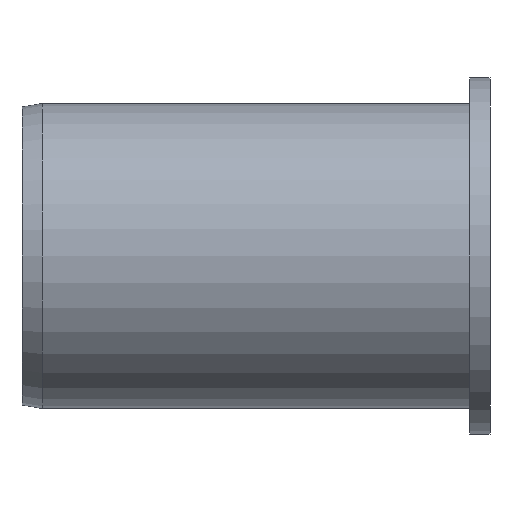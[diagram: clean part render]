
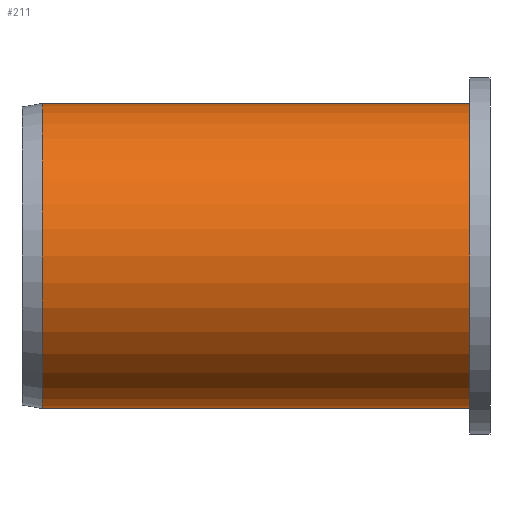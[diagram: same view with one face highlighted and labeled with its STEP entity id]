
A CAD part, left-side view. The second image highlights one B-rep face of the part: STEP entity #211.
In plain terms, the highlighted cylindrical face has radius 7.5 mm (diameter 15 mm), a partial arc.
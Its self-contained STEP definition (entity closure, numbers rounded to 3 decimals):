
#3 = AXIS2_PLACEMENT_3D ( 'NONE', #190, #189, #188 ) ;
#18 = AXIS2_PLACEMENT_3D ( 'NONE', #112, #111, #113 ) ;
#37 = AXIS2_PLACEMENT_3D ( 'NONE', #173, #172, #171 ) ;
#49 = EDGE_CURVE ( 'NONE', #340, #335, #257, .T. ) ;
#50 = EDGE_CURVE ( 'NONE', #336, #335, #256, .T. ) ;
#52 = EDGE_CURVE ( 'NONE', #318, #340, #252, .T. ) ;
#56 = EDGE_CURVE ( 'NONE', #318, #336, #244, .T. ) ;
#92 = CARTESIAN_POINT ( 'NONE',  ( 0., 22., 7.5 ) ) ;
#99 = CARTESIAN_POINT ( 'NONE',  ( 0., 22., -7.5 ) ) ;
#102 = CARTESIAN_POINT ( 'NONE',  ( 0., 1., -7.5 ) ) ;
#107 = CARTESIAN_POINT ( 'NONE',  ( 0., 1., 7.5 ) ) ;
#111 = DIRECTION ( 'NONE',  ( 0., 1., 0. ) ) ;
#112 = CARTESIAN_POINT ( 'NONE',  ( 0., 1., 0. ) ) ;
#113 = DIRECTION ( 'NONE',  ( 0., 0., 1. ) ) ;
#171 = DIRECTION ( 'NONE',  ( 0., 0., 1. ) ) ;
#172 = DIRECTION ( 'NONE',  ( 0., -1., 0. ) ) ;
#173 = CARTESIAN_POINT ( 'NONE',  ( 0., 1., 0. ) ) ;
#183 = DIRECTION ( 'NONE',  ( 0., 1., 0. ) ) ;
#184 = CARTESIAN_POINT ( 'NONE',  ( 0., 1., 7.5 ) ) ;
#188 = DIRECTION ( 'NONE',  ( 0., 0., -1. ) ) ;
#189 = DIRECTION ( 'NONE',  ( 0., -1., 0. ) ) ;
#190 = CARTESIAN_POINT ( 'NONE',  ( 0., 22., 0. ) ) ;
#191 = CARTESIAN_POINT ( 'NONE',  ( 0., 1., -7.5 ) ) ;
#200 = DIRECTION ( 'NONE',  ( 0., 1., 0. ) ) ;
#211 = ADVANCED_FACE ( 'NONE', ( #237 ), #234, .T. ) ;
#234 = CYLINDRICAL_SURFACE ( 'NONE', #18, 7.5 ) ;
#237 = FACE_OUTER_BOUND ( 'NONE', #320, .T. ) ;
#244 = CIRCLE ( 'NONE', #37, 7.5 ) ;
#249 = VECTOR ( 'NONE', #183, 1000. ) ;
#252 = LINE ( 'NONE', #184, #249 ) ;
#253 = VECTOR ( 'NONE', #200, 1000. ) ;
#256 = LINE ( 'NONE', #191, #253 ) ;
#257 = CIRCLE ( 'NONE', #3, 7.5 ) ;
#285 = ORIENTED_EDGE ( 'NONE', *, *, #49, .T. ) ;
#287 = ORIENTED_EDGE ( 'NONE', *, *, #56, .F. ) ;
#288 = ORIENTED_EDGE ( 'NONE', *, *, #52, .T. ) ;
#290 = ORIENTED_EDGE ( 'NONE', *, *, #50, .F. ) ;
#318 = VERTEX_POINT ( 'NONE', #107 ) ;
#320 = EDGE_LOOP ( 'NONE', ( #290, #287, #288, #285 ) ) ;
#335 = VERTEX_POINT ( 'NONE', #99 ) ;
#336 = VERTEX_POINT ( 'NONE', #102 ) ;
#340 = VERTEX_POINT ( 'NONE', #92 ) ;
